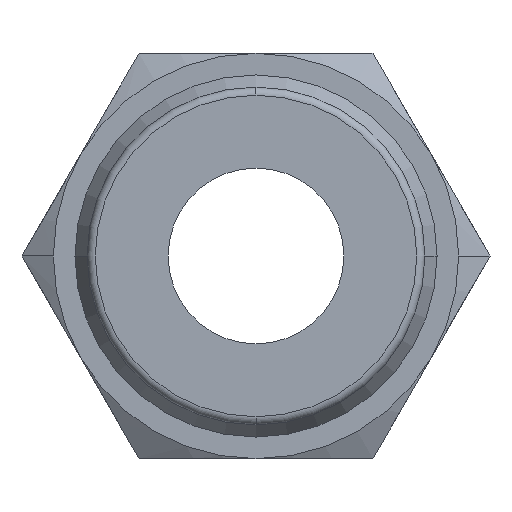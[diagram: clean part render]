
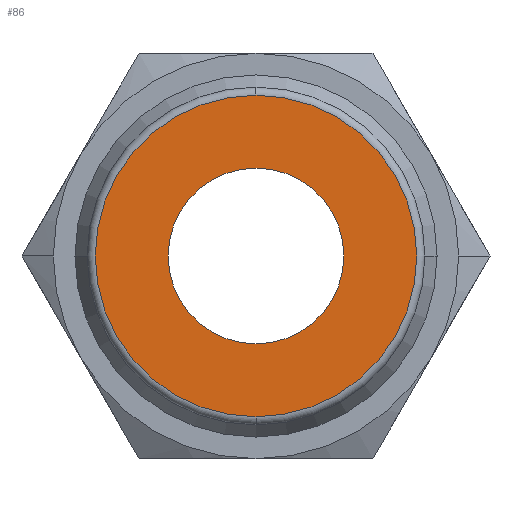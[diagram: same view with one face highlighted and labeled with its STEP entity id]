
A CAD part, front view. The second image highlights one B-rep face of the part: STEP entity #86.
In plain terms, the highlighted planar face has unit normal (0, -1, 0).
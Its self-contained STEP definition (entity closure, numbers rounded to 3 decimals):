
#86=ADVANCED_FACE('',(#199,#200),#201,.T.);
#199=FACE_BOUND('',#336,.T.);
#200=FACE_OUTER_BOUND('',#337,.T.);
#201=PLANE('',#338);
#336=EDGE_LOOP('',(#523,#524));
#337=EDGE_LOOP('',(#525,#526,#527));
#338=AXIS2_PLACEMENT_3D('',#528,#529,#530);
#523=ORIENTED_EDGE('',*,*,#838,.T.);
#524=ORIENTED_EDGE('',*,*,#839,.T.);
#525=ORIENTED_EDGE('',*,*,#840,.F.);
#526=ORIENTED_EDGE('',*,*,#841,.F.);
#527=ORIENTED_EDGE('',*,*,#828,.F.);
#528=CARTESIAN_POINT('',(2.975,0.0,0.0));
#529=DIRECTION('',(-0.0,-1.0,-0.0));
#530=DIRECTION('',(-1.0,0.0,0.0));
#828=EDGE_CURVE('',#992,#985,#994,.T.);
#838=EDGE_CURVE('',#1008,#1009,#1010,.T.);
#839=EDGE_CURVE('',#1009,#1008,#1011,.T.);
#840=EDGE_CURVE('',#1012,#992,#1013,.T.);
#841=EDGE_CURVE('',#985,#1012,#1014,.T.);
#985=VERTEX_POINT('',#1225);
#992=VERTEX_POINT('',#1232);
#994=CIRCLE('',#1234,5.95);
#1008=VERTEX_POINT('',#1262);
#1009=VERTEX_POINT('',#1263);
#1010=CIRCLE('',#1264,3.25);
#1011=CIRCLE('',#1265,3.25);
#1012=VERTEX_POINT('',#1266);
#1013=CIRCLE('',#1267,5.95);
#1014=CIRCLE('',#1268,5.95);
#1225=CARTESIAN_POINT('',(0.,0.0,5.95));
#1232=CARTESIAN_POINT('',(0.,0.0,-5.95));
#1234=AXIS2_PLACEMENT_3D('',#1533,#1534,#1535);
#1262=CARTESIAN_POINT('',(-3.25,0.0,0.));
#1263=CARTESIAN_POINT('',(3.25,0.0,0.));
#1264=AXIS2_PLACEMENT_3D('',#1545,#1546,#1547);
#1265=AXIS2_PLACEMENT_3D('',#1548,#1549,#1550);
#1266=CARTESIAN_POINT('',(5.95,0.0,0.0));
#1267=AXIS2_PLACEMENT_3D('',#1551,#1552,#1553);
#1268=AXIS2_PLACEMENT_3D('',#1554,#1555,#1556);
#1533=CARTESIAN_POINT('',(0.0,0.0,0.0));
#1534=DIRECTION('',(-0.0,1.0,0.0));
#1535=DIRECTION('',(1.0,0.0,0.0));
#1545=CARTESIAN_POINT('',(0.0,0.0,0.0));
#1546=DIRECTION('',(-0.0,1.0,0.0));
#1547=DIRECTION('',(1.0,0.0,0.0));
#1548=CARTESIAN_POINT('',(0.0,0.0,0.0));
#1549=DIRECTION('',(-0.0,1.0,0.0));
#1550=DIRECTION('',(1.0,0.0,0.0));
#1551=CARTESIAN_POINT('',(0.0,0.0,0.0));
#1552=DIRECTION('',(-0.0,1.0,0.0));
#1553=DIRECTION('',(1.0,0.0,0.0));
#1554=CARTESIAN_POINT('',(0.0,0.0,0.0));
#1555=DIRECTION('',(-0.0,1.0,0.0));
#1556=DIRECTION('',(1.0,0.0,0.0));
